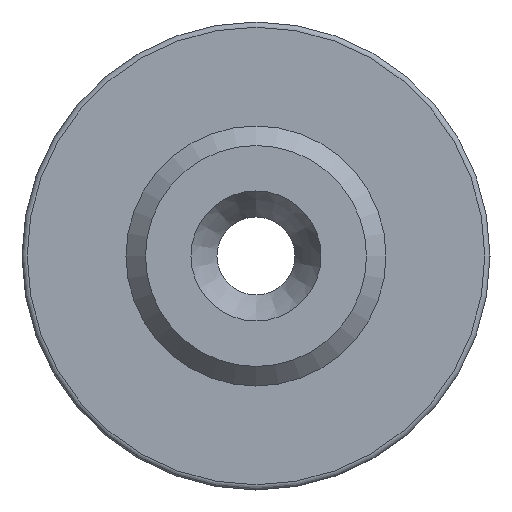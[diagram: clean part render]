
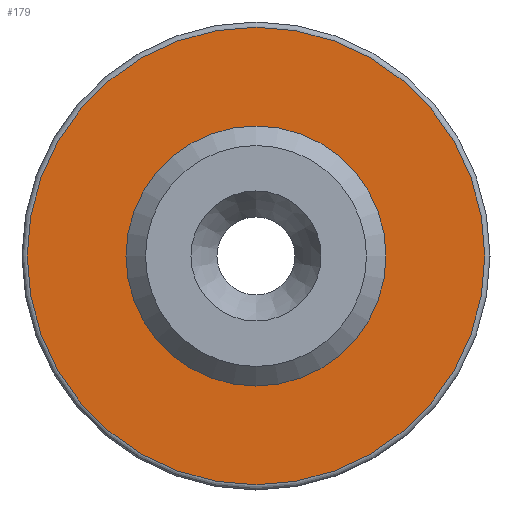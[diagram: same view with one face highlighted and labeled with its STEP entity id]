
A CAD part, left-side view. The second image highlights one B-rep face of the part: STEP entity #179.
In plain terms, the highlighted planar face has unit normal (-1, 0, 0).
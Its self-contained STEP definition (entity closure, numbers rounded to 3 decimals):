
#1 = DIRECTION ( 'NONE',  ( 0., 0., 1. ) ) ;
#8 = FACE_BOUND ( 'NONE', #318, .T. ) ;
#13 = DIRECTION ( 'NONE',  ( 1., 0., 0. ) ) ;
#32 = EDGE_CURVE ( 'NONE', #362, #362, #251, .T. ) ;
#35 = CARTESIAN_POINT ( 'NONE',  ( -80., 0., 0. ) ) ;
#67 = DIRECTION ( 'NONE',  ( 0., 0., -1. ) ) ;
#79 = ORIENTED_EDGE ( 'NONE', *, *, #193, .F. ) ;
#110 = ORIENTED_EDGE ( 'NONE', *, *, #32, .T. ) ;
#127 = EDGE_LOOP ( 'NONE', ( #110 ) ) ;
#132 = VERTEX_POINT ( 'NONE', #309 ) ;
#134 = AXIS2_PLACEMENT_3D ( 'NONE', #169, #171, #1 ) ;
#147 = FACE_OUTER_BOUND ( 'NONE', #127, .T. ) ;
#169 = CARTESIAN_POINT ( 'NONE',  ( -80., 0., 0. ) ) ;
#171 = DIRECTION ( 'NONE',  ( -1., 0., 0. ) ) ;
#179 = ADVANCED_FACE ( 'NONE', ( #8, #147 ), #274, .F. ) ;
#181 = DIRECTION ( 'NONE',  ( 0., 0., 1. ) ) ;
#188 = CARTESIAN_POINT ( 'NONE',  ( -80., 0., 8.8 ) ) ;
#193 = EDGE_CURVE ( 'NONE', #132, #132, #307, .T. ) ;
#243 = CARTESIAN_POINT ( 'NONE',  ( -80., 0., -8.8 ) ) ;
#246 = AXIS2_PLACEMENT_3D ( 'NONE', #243, #13, #67 ) ;
#251 = CIRCLE ( 'NONE', #134, 8.8 ) ;
#274 = PLANE ( 'NONE',  #246 ) ;
#301 = AXIS2_PLACEMENT_3D ( 'NONE', #35, #353, #181 ) ;
#307 = CIRCLE ( 'NONE', #301, 4.25 ) ;
#309 = CARTESIAN_POINT ( 'NONE',  ( -80., 0., 4.25 ) ) ;
#318 = EDGE_LOOP ( 'NONE', ( #79 ) ) ;
#353 = DIRECTION ( 'NONE',  ( -1., 0., 0. ) ) ;
#362 = VERTEX_POINT ( 'NONE', #188 ) ;
